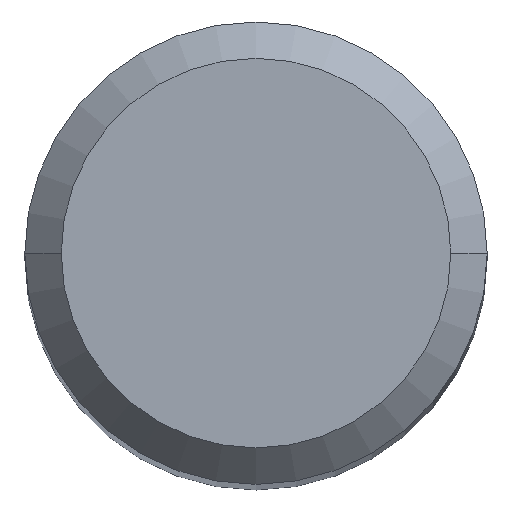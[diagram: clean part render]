
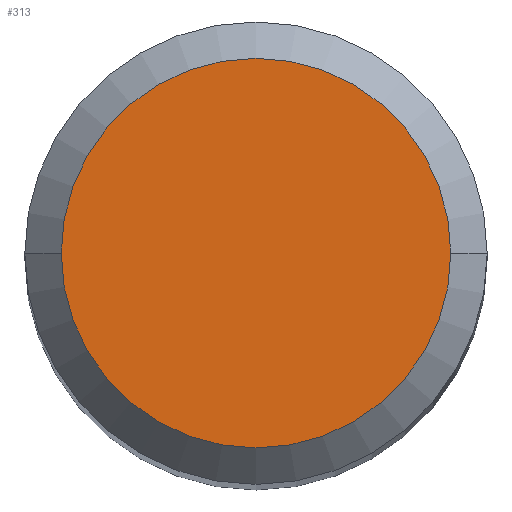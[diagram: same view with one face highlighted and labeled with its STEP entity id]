
A CAD part, top view. The second image highlights one B-rep face of the part: STEP entity #313.
In plain terms, the highlighted planar face has unit normal (0, 0, 1).
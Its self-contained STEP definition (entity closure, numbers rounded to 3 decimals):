
#76=PLANE('',#1429);
#313=ADVANCED_FACE('',(#387),#76,.T.);
#387=FACE_OUTER_BOUND('',#458,.T.);
#458=EDGE_LOOP('',(#723,#724,#725));
#723=ORIENTED_EDGE('',*,*,#1126,.F.);
#724=ORIENTED_EDGE('',*,*,#1124,.F.);
#725=ORIENTED_EDGE('',*,*,#1123,.F.);
#965=VERTEX_POINT('',#2443);
#966=VERTEX_POINT('',#2445);
#967=VERTEX_POINT('',#2447);
#1123=EDGE_CURVE('',#965,#966,#1234,.T.);
#1124=EDGE_CURVE('',#966,#967,#1235,.T.);
#1126=EDGE_CURVE('',#967,#965,#1236,.T.);
#1234=CIRCLE('',#1422,5.35);
#1235=CIRCLE('',#1423,5.35);
#1236=CIRCLE('',#1425,5.35);
#1422=AXIS2_PLACEMENT_3D('',#2444,#1719,#1720);
#1423=AXIS2_PLACEMENT_3D('',#2446,#1721,#1722);
#1425=AXIS2_PLACEMENT_3D('',#2450,#1726,#1727);
#1429=AXIS2_PLACEMENT_3D('',#2454,#1734,#1735);
#1719=DIRECTION('',(0.,0.,-1.));
#1720=DIRECTION('',(1.,0.,0.));
#1721=DIRECTION('',(0.,0.,-1.));
#1722=DIRECTION('',(0.,-1.,0.));
#1726=DIRECTION('',(0.,0.,-1.));
#1727=DIRECTION('',(-1.,0.,0.));
#1734=DIRECTION('',(0.,0.,1.));
#1735=DIRECTION('',(-1.,0.,0.));
#2443=CARTESIAN_POINT('',(5.35,0.,0.));
#2444=CARTESIAN_POINT('',(0.,0.,0.));
#2445=CARTESIAN_POINT('',(0.,-5.35,0.));
#2446=CARTESIAN_POINT('',(0.,0.,0.));
#2447=CARTESIAN_POINT('',(-5.35,0.,0.));
#2450=CARTESIAN_POINT('',(0.,0.,0.));
#2454=CARTESIAN_POINT('',(0.,0.,0.));
